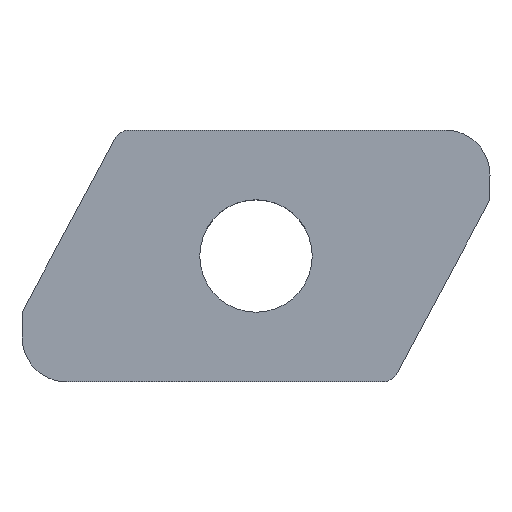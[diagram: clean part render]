
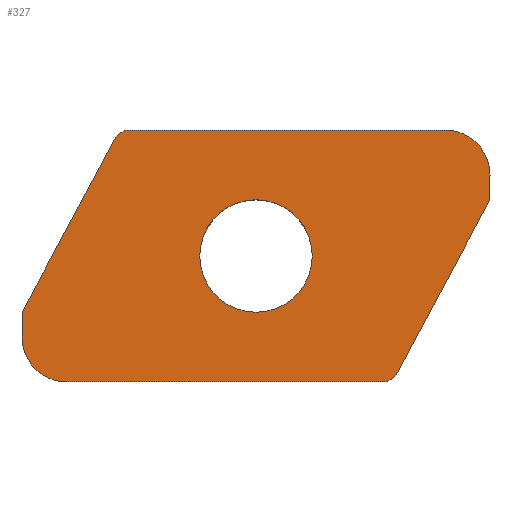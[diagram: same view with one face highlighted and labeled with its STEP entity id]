
A CAD part, top view. The second image highlights one B-rep face of the part: STEP entity #327.
In plain terms, the highlighted planar face has unit normal (0, 0, 1).
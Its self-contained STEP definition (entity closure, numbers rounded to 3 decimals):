
#38=CIRCLE('',#88,2.5);
#39=CIRCLE('',#89,2.5);
#41=VECTOR('',#94,1.);
#45=VECTOR('',#99,1.);
#47=VECTOR('',#102,1.);
#50=VECTOR('',#106,1.);
#53=VECTOR('',#110,1.);
#56=VECTOR('',#114,1.);
#60=LINE('',#389,#41);
#64=LINE('',#397,#45);
#66=LINE('',#457,#47);
#69=LINE('',#463,#50);
#72=LINE('',#517,#53);
#75=LINE('',#578,#56);
#87=AXIS2_PLACEMENT_3D('',#584,#120,$);
#88=AXIS2_PLACEMENT_3D('',#585,#121,#122);
#89=AXIS2_PLACEMENT_3D('',#588,#123,#124);
#94=DIRECTION('',(-1.,0.,0.));
#99=DIRECTION('',(-0.472,-0.882,0.));
#102=DIRECTION('',(0.,1.,0.));
#106=DIRECTION('',(0.472,0.882,0.));
#110=DIRECTION('',(1.,0.,0.));
#114=DIRECTION('',(0.,-1.,0.));
#120=DIRECTION('',(0.,0.,-1.));
#121=DIRECTION('',(0.,0.,-1.));
#122=DIRECTION('',(2.5,0.,0.));
#123=DIRECTION('',(0.,0.,-1.));
#124=DIRECTION('',(2.5,0.,0.));
#138=PLANE('',#87);
#141=VERTEX_POINT('',#373);
#142=VERTEX_POINT('',#379);
#144=VERTEX_POINT('',#390);
#146=VERTEX_POINT('',#396);
#148=VERTEX_POINT('',#447);
#150=VERTEX_POINT('',#458);
#152=VERTEX_POINT('',#464);
#154=VERTEX_POINT('',#507);
#156=VERTEX_POINT('',#518);
#158=VERTEX_POINT('',#569);
#161=VERTEX_POINT('',#586);
#162=VERTEX_POINT('',#587);
#165=B_SPLINE_CURVE_WITH_KNOTS('',4,(#374,#375,#376,#377,#378),
 .UNSPECIFIED.,.F.,.U.,(5,5),(2.45,3.293),.UNSPECIFIED.);
#168=B_SPLINE_CURVE_WITH_KNOTS('',5,(#441,#442,#443,#444,#445,#446),
 .UNSPECIFIED.,.F.,.U.,(6,6),(3.142,6.283),
 .UNSPECIFIED.);
#171=B_SPLINE_CURVE_WITH_KNOTS('',4,(#502,#503,#504,#505,#506),
 .UNSPECIFIED.,.F.,.U.,(5,5),(0.,0.842),
 .UNSPECIFIED.);
#174=B_SPLINE_CURVE_WITH_KNOTS('',5,(#563,#564,#565,#566,#567,#568),
 .UNSPECIFIED.,.F.,.U.,(6,6),(9.425,12.566),
 .UNSPECIFIED.);
#178=EDGE_CURVE('',#142,#141,#165,.T.);
#181=EDGE_CURVE('',#144,#142,#60,.T.);
#185=EDGE_CURVE('',#141,#146,#64,.T.);
#187=EDGE_CURVE('',#148,#144,#168,.T.);
#190=EDGE_CURVE('',#150,#148,#66,.T.);
#193=EDGE_CURVE('',#152,#150,#69,.T.);
#196=EDGE_CURVE('',#154,#152,#171,.T.);
#199=EDGE_CURVE('',#156,#154,#72,.T.);
#202=EDGE_CURVE('',#158,#156,#174,.T.);
#205=EDGE_CURVE('',#146,#158,#75,.T.);
#208=EDGE_CURVE('',#161,#162,#38,.T.);
#209=EDGE_CURVE('',#162,#161,#39,.T.);
#264=ORIENTED_EDGE('',*,*,#178,.T.);
#265=ORIENTED_EDGE('',*,*,#185,.T.);
#266=ORIENTED_EDGE('',*,*,#205,.T.);
#267=ORIENTED_EDGE('',*,*,#202,.T.);
#268=ORIENTED_EDGE('',*,*,#199,.T.);
#269=ORIENTED_EDGE('',*,*,#196,.T.);
#270=ORIENTED_EDGE('',*,*,#193,.T.);
#271=ORIENTED_EDGE('',*,*,#190,.T.);
#272=ORIENTED_EDGE('',*,*,#187,.T.);
#273=ORIENTED_EDGE('',*,*,#181,.T.);
#274=ORIENTED_EDGE('',*,*,#208,.T.);
#275=ORIENTED_EDGE('',*,*,#209,.T.);
#296=EDGE_LOOP('',(#264,#265,#266,#267,#268,#269,#270,#271,#272,#273));
#297=EDGE_LOOP('',(#274,#275));
#312=FACE_BOUND('',#296,.T.);
#313=FACE_BOUND('',#297,.T.);
#327=ADVANCED_FACE('',(#312,#313),#138,.F.);
#373=CARTESIAN_POINT('',(-6.288,5.188,5.4));
#374=CARTESIAN_POINT('',(-5.6,5.6,5.4));
#375=CARTESIAN_POINT('',(-5.811,5.6,5.4));
#376=CARTESIAN_POINT('',(-6.022,5.524,5.4));
#377=CARTESIAN_POINT('',(-6.188,5.374,5.4));
#378=CARTESIAN_POINT('',(-6.288,5.188,5.4));
#379=CARTESIAN_POINT('',(-5.6,5.6,5.4));
#389=CARTESIAN_POINT('',(8.4,5.6,5.4));
#390=CARTESIAN_POINT('',(8.4,5.6,5.4));
#396=CARTESIAN_POINT('',(-10.4,-2.5,5.4));
#397=CARTESIAN_POINT('',(-6.288,5.188,5.4));
#441=CARTESIAN_POINT('',(10.4,3.6,5.4));
#442=CARTESIAN_POINT('',(10.4,4.228,5.4));
#443=CARTESIAN_POINT('',(10.154,4.857,5.4));
#444=CARTESIAN_POINT('',(9.657,5.354,5.4));
#445=CARTESIAN_POINT('',(9.028,5.6,5.4));
#446=CARTESIAN_POINT('',(8.4,5.6,5.4));
#447=CARTESIAN_POINT('',(10.4,3.6,5.4));
#457=CARTESIAN_POINT('',(10.4,2.5,5.4));
#458=CARTESIAN_POINT('',(10.4,2.5,5.4));
#463=CARTESIAN_POINT('',(6.288,-5.188,5.4));
#464=CARTESIAN_POINT('',(6.288,-5.188,5.4));
#502=CARTESIAN_POINT('',(5.6,-5.6,5.4));
#503=CARTESIAN_POINT('',(5.811,-5.6,5.4));
#504=CARTESIAN_POINT('',(6.022,-5.524,5.4));
#505=CARTESIAN_POINT('',(6.188,-5.374,5.4));
#506=CARTESIAN_POINT('',(6.288,-5.188,5.4));
#507=CARTESIAN_POINT('',(5.6,-5.6,5.4));
#517=CARTESIAN_POINT('',(-8.4,-5.6,5.4));
#518=CARTESIAN_POINT('',(-8.4,-5.6,5.4));
#563=CARTESIAN_POINT('',(-10.4,-3.6,5.4));
#564=CARTESIAN_POINT('',(-10.4,-4.228,5.4));
#565=CARTESIAN_POINT('',(-10.154,-4.857,5.4));
#566=CARTESIAN_POINT('',(-9.657,-5.354,5.4));
#567=CARTESIAN_POINT('',(-9.028,-5.6,5.4));
#568=CARTESIAN_POINT('',(-8.4,-5.6,5.4));
#569=CARTESIAN_POINT('',(-10.4,-3.6,5.4));
#578=CARTESIAN_POINT('',(-10.4,-2.5,5.4));
#584=CARTESIAN_POINT('',(0.,0.,5.4));
#585=CARTESIAN_POINT('',(0.,0.,5.4));
#586=CARTESIAN_POINT('',(0.,-2.5,5.4));
#587=CARTESIAN_POINT('',(0.,2.5,5.4));
#588=CARTESIAN_POINT('',(0.,0.,5.4));
